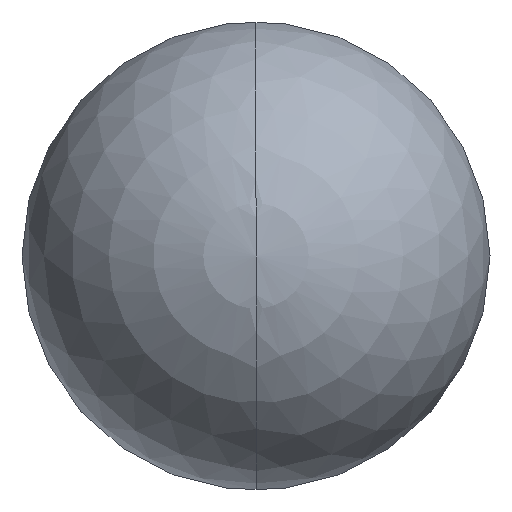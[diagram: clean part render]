
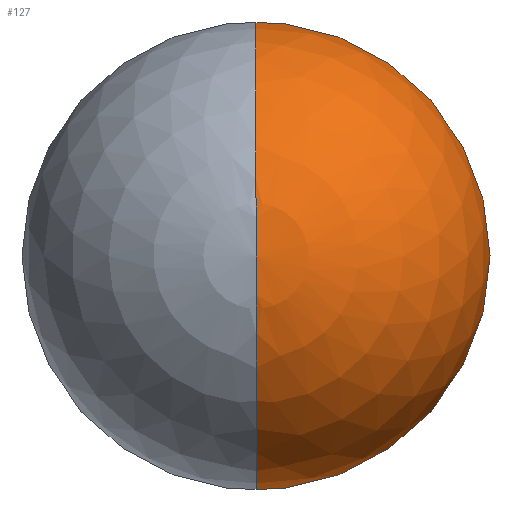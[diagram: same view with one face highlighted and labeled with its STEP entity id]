
A CAD part, left-side view. The second image highlights one B-rep face of the part: STEP entity #127.
In plain terms, the highlighted spherical face has radius 10 mm.
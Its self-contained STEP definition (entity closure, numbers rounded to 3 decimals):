
#87=VERTEX_POINT('',#218);
#127=ADVANCED_FACE('',(#265),#266,.T.);
#133=VERTEX_POINT('',#272);
#167=EDGE_CURVE('',#87,#133,#307,.T.);
#171=EDGE_CURVE('',#193,#87,#312,.T.);
#191=EDGE_CURVE('',#133,#193,#336,.T.);
#193=VERTEX_POINT('',#338);
#218=CARTESIAN_POINT('',(-91.,0.,0.));
#265=FACE_OUTER_BOUND('',#416,.T.);
#266=SPHERICAL_SURFACE('',#417,10.);
#272=CARTESIAN_POINT('',(-73.,0.,6.0));
#307=CIRCLE('',#469,10.);
#312=CIRCLE('',#475,10.);
#336=CIRCLE('',#504,6.);
#338=CARTESIAN_POINT('',(-73.,0.,-6.));
#416=EDGE_LOOP('',(#591,#592,#593));
#417=AXIS2_PLACEMENT_3D('',#594,#595,#596);
#469=AXIS2_PLACEMENT_3D('',#619,#620,#621);
#475=AXIS2_PLACEMENT_3D('',#631,#632,#633);
#504=AXIS2_PLACEMENT_3D('',#672,#673,#674);
#591=ORIENTED_EDGE('',*,*,#167,.F.);
#592=ORIENTED_EDGE('',*,*,#171,.F.);
#593=ORIENTED_EDGE('',*,*,#191,.F.);
#594=CARTESIAN_POINT('',(-81.,0.,0.0));
#595=DIRECTION('',(1.0,0.0,0.0));
#596=DIRECTION('',(0.0,0.,1.0));
#619=CARTESIAN_POINT('',(-81.,0.,0.));
#620=DIRECTION('',(-0.0,1.0,0.));
#621=DIRECTION('',(0.0,0.,-1.0));
#631=CARTESIAN_POINT('',(-81.,0.,0.));
#632=DIRECTION('',(-0.0,1.0,0.));
#633=DIRECTION('',(0.0,0.,-1.0));
#672=CARTESIAN_POINT('',(-73.,0.,0.));
#673=DIRECTION('',(1.0,0.0,0.0));
#674=DIRECTION('',(0.0,0.,1.0));
